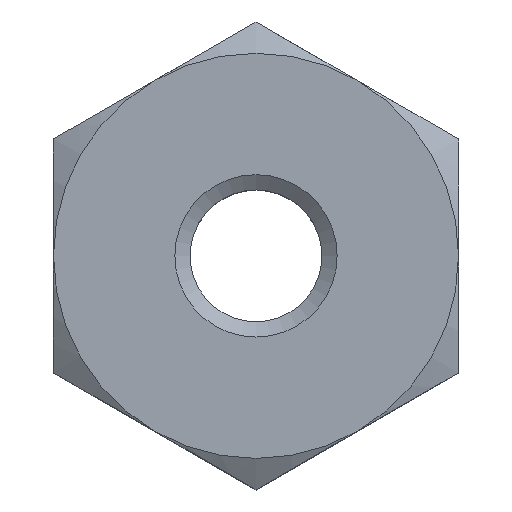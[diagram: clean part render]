
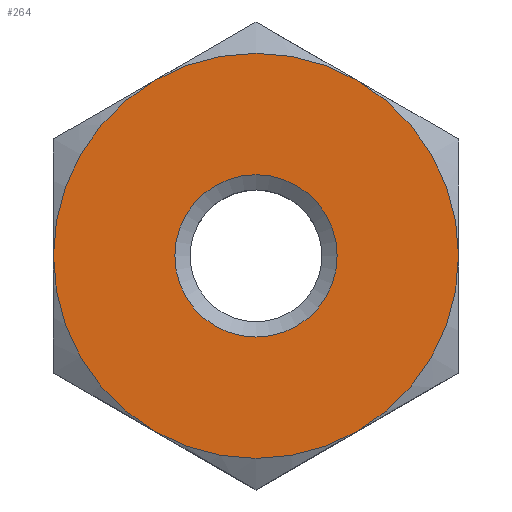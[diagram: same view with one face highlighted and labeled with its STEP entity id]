
A CAD part, top view. The second image highlights one B-rep face of the part: STEP entity #264.
In plain terms, the highlighted planar face has unit normal (0, 0, 1).
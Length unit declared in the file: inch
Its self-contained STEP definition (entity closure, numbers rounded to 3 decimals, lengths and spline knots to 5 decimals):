
#18=FACE_BOUND('',#70,.T.);
#23=CIRCLE('',#284,0.156);
#25=CIRCLE('',#292,0.156);
#26=CIRCLE('',#294,0.156);
#27=CIRCLE('',#295,0.156);
#28=CIRCLE('',#296,0.156);
#29=CIRCLE('',#297,0.156);
#30=CIRCLE('',#298,0.0625);
#50=FACE_OUTER_BOUND('',#69,.T.);
#69=EDGE_LOOP('',(#216,#217,#218,#219,#220,#221));
#70=EDGE_LOOP('',(#222));
#120=VERTEX_POINT('',#385);
#125=VERTEX_POINT('',#400);
#133=VERTEX_POINT('',#426);
#136=VERTEX_POINT('',#438);
#137=VERTEX_POINT('',#446);
#138=VERTEX_POINT('',#456);
#139=VERTEX_POINT('',#461);
#148=EDGE_CURVE('',#120,#125,#23,.T.);
#167=EDGE_CURVE('',#137,#136,#25,.T.);
#168=EDGE_CURVE('',#138,#120,#26,.T.);
#169=EDGE_CURVE('',#133,#138,#27,.T.);
#170=EDGE_CURVE('',#136,#133,#28,.T.);
#171=EDGE_CURVE('',#125,#137,#29,.T.);
#172=EDGE_CURVE('',#139,#139,#30,.T.);
#216=ORIENTED_EDGE('',*,*,#148,.F.);
#217=ORIENTED_EDGE('',*,*,#168,.F.);
#218=ORIENTED_EDGE('',*,*,#169,.F.);
#219=ORIENTED_EDGE('',*,*,#170,.F.);
#220=ORIENTED_EDGE('',*,*,#167,.F.);
#221=ORIENTED_EDGE('',*,*,#171,.F.);
#222=ORIENTED_EDGE('',*,*,#172,.F.);
#254=PLANE('',#293);
#264=ADVANCED_FACE('',(#50,#18),#254,.T.);
#284=AXIS2_PLACEMENT_3D('',#401,#320,#321);
#292=AXIS2_PLACEMENT_3D('',#454,#345,#346);
#293=AXIS2_PLACEMENT_3D('',#455,#347,#348);
#294=AXIS2_PLACEMENT_3D('',#457,#349,#350);
#295=AXIS2_PLACEMENT_3D('',#458,#351,#352);
#296=AXIS2_PLACEMENT_3D('',#459,#353,#354);
#297=AXIS2_PLACEMENT_3D('',#460,#355,#356);
#298=AXIS2_PLACEMENT_3D('',#462,#357,#358);
#320=DIRECTION('center_axis',(0.,0.,-1.));
#321=DIRECTION('ref_axis',(1.,0.,0.));
#345=DIRECTION('center_axis',(0.,0.,-1.));
#346=DIRECTION('ref_axis',(-0.5,-0.866,0.));
#347=DIRECTION('center_axis',(0.,0.,1.));
#348=DIRECTION('ref_axis',(1.,0.,0.));
#349=DIRECTION('center_axis',(0.,0.,-1.));
#350=DIRECTION('ref_axis',(0.5,0.866,0.));
#351=DIRECTION('center_axis',(0.,0.,-1.));
#352=DIRECTION('ref_axis',(-0.5,0.866,0.));
#353=DIRECTION('center_axis',(0.,0.,-1.));
#354=DIRECTION('ref_axis',(-1.,0.,0.));
#355=DIRECTION('center_axis',(0.,0.,-1.));
#356=DIRECTION('ref_axis',(0.5,-0.866,0.));
#357=DIRECTION('center_axis',(0.,0.,1.));
#358=DIRECTION('ref_axis',(1.,0.,0.));
#385=CARTESIAN_POINT('',(0.156,0.,0.));
#400=CARTESIAN_POINT('',(0.078,-0.1351,0.));
#401=CARTESIAN_POINT('Origin',(0.,0.,0.));
#426=CARTESIAN_POINT('',(-0.078,0.1351,0.));
#438=CARTESIAN_POINT('',(-0.156,0.,0.));
#446=CARTESIAN_POINT('',(-0.078,-0.1351,0.));
#454=CARTESIAN_POINT('Origin',(0.,0.,0.));
#455=CARTESIAN_POINT('Origin',(-0.312,0.,0.));
#456=CARTESIAN_POINT('',(0.078,0.1351,0.));
#457=CARTESIAN_POINT('Origin',(0.,0.,0.));
#458=CARTESIAN_POINT('Origin',(0.,0.,0.));
#459=CARTESIAN_POINT('Origin',(0.,0.,0.));
#460=CARTESIAN_POINT('Origin',(0.,0.,0.));
#461=CARTESIAN_POINT('',(0.0625,0.,0.));
#462=CARTESIAN_POINT('Origin',(0.,0.,0.));
